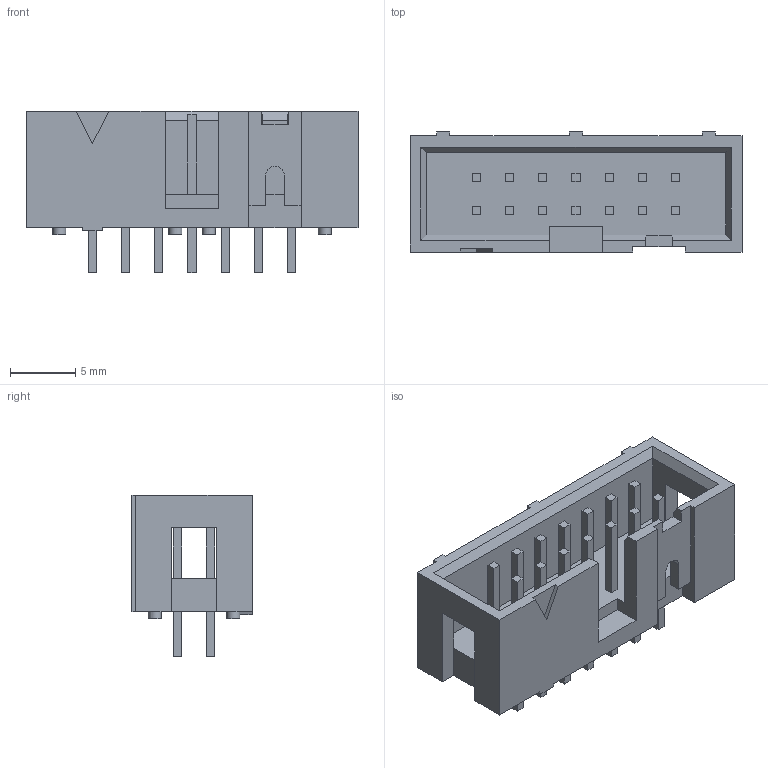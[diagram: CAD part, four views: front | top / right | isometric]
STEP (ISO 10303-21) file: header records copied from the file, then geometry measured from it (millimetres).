
FILE_DESCRIPTION(/* description */ (''),/* implementation_level */ '2;1');
FILE_NAME(/* name */ '100081395ugm000_b.stp',/* time_stamp */ '2016-09-23T10:24:07+02:00',/* author */ (''),/* organization */ (''),/* preprocessor_version */ 'ST-DEVELOPER v16',/* originating_system */ 'SIEMENS PLM Software NX 10.0',/* authorisation */ '');
FILE_SCHEMA (('AUTOMOTIVE_DESIGN { 1 0 10303 214 3 1 1 1 }'));
Length unit declared in the file: millimetre
Products named in the file (1): 100081395ugm000_b
Bounding box: 25.4 x 9.2 x 12.35 mm (x, y, z)
Volume: 1027.6 mm3; surface area: 1741 mm2
Topology: 1 solids, 1 shells, 214 faces, 542 edges, 358 vertices
Faces by surface type: plane 207, cylinder 7
Full cylindrical faces by diameter (mm): 1 x6
Entity records: 7295 total; most frequent: CARTESIAN_POINT 1109, ORIENTED_EDGE 1072, DIRECTION 980, EDGE_CURVE 536, LINE 522, VECTOR 522, VERTEX_POINT 358, EDGE_LOOP 254
